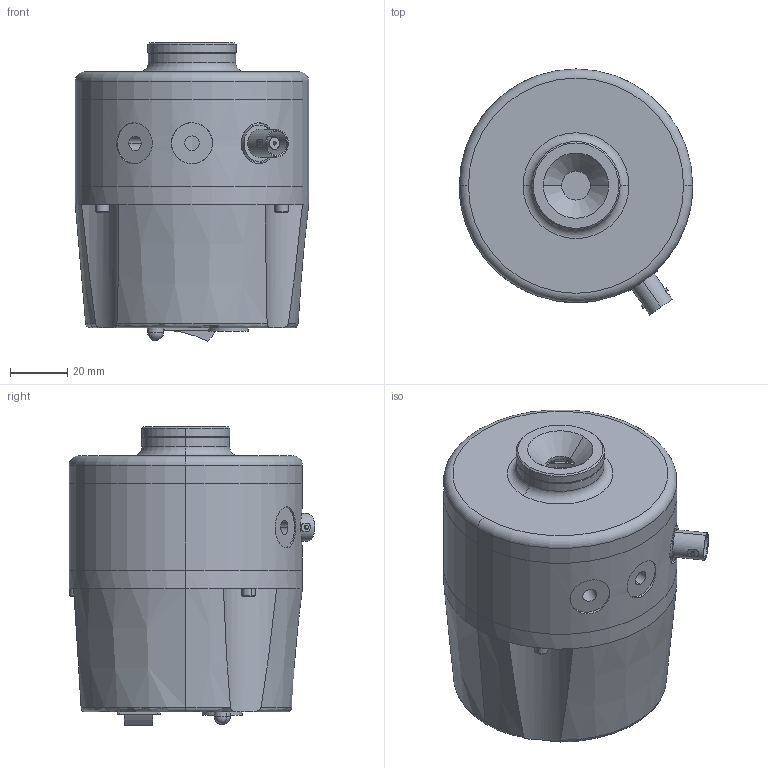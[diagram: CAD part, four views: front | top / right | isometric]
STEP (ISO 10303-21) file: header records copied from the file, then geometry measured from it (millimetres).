
FILE_DESCRIPTION (( 'STEP AP214' ), '1' );
FILE_NAME ('SK-9764 THX2-5I-BL-BNC.STEP', '2017-10-24T17:31:59', ( '' ), ( '' ), 'SwSTEP 2.0', 'SolidWorks 2016', '' );
FILE_SCHEMA (( 'AUTOMOTIVE_DESIGN' ));
Length unit declared in the file: millimetre
Products named in the file (1): SK-9764 THX2-5I-BL-BNC
Bounding box: 81.28 x 85.63 x 103.89 mm (x, y, z)
Surface area: 44146 mm2 (no closed solid volume)
Topology: 0 solids, 27 shells, 250 faces, 956 edges, 739 vertices
Faces by surface type: cylinder 100, plane 99, cone 22, bspline 17, torus 10, sphere 2
Entity records: 15942 total; most frequent: CARTESIAN_POINT 5414, DIRECTION 1562, ORIENTED_EDGE 1378, EDGE_CURVE 952, VERTEX_POINT 737, AXIS2_PLACEMENT_3D 533, VECTOR 496, LINE 496
